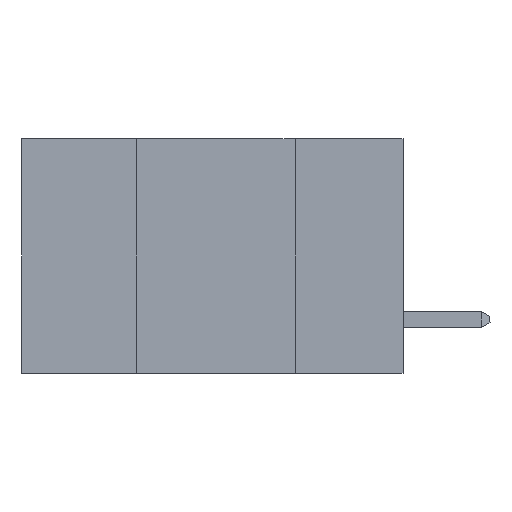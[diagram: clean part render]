
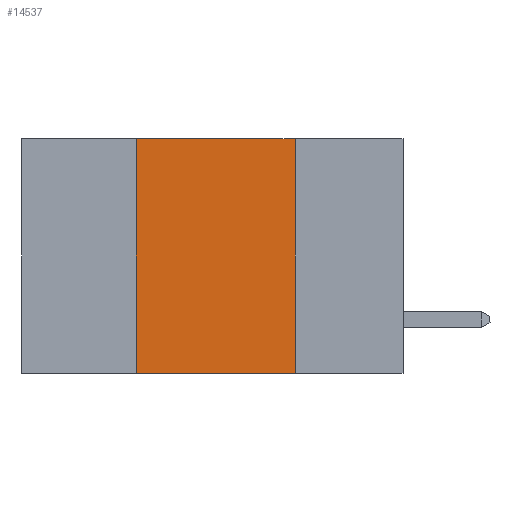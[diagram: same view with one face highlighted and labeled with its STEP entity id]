
A CAD part, left-side view. The second image highlights one B-rep face of the part: STEP entity #14537.
In plain terms, the highlighted planar face has unit normal (-1, 0, 0).
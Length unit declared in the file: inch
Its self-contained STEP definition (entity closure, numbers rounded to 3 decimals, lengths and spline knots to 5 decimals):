
#480 = ORIENTED_EDGE ( 'NONE', *, *, #2659, .F. ) ;
#1458 = FACE_OUTER_BOUND ( 'NONE', #6778, .T. ) ;
#1948 = CARTESIAN_POINT ( 'NONE',  ( 0., 0.42, 0. ) ) ;
#2433 = VECTOR ( 'NONE', #14373, 39.37008 ) ;
#2438 = EDGE_CURVE ( 'NONE', #22670, #10402, #19752, .T. ) ;
#2659 = EDGE_CURVE ( 'NONE', #10402, #15092, #3587, .T. ) ;
#2968 = VECTOR ( 'NONE', #5613, 39.37008 ) ;
#3587 = LINE ( 'NONE', #13499, #2968 ) ;
#3918 = VECTOR ( 'NONE', #10918, 39.37008 ) ;
#5613 = DIRECTION ( 'NONE',  ( 0., 0., -1. ) ) ;
#6033 = LINE ( 'NONE', #14193, #21128 ) ;
#6127 = ORIENTED_EDGE ( 'NONE', *, *, #19120, .F. ) ;
#6778 = EDGE_LOOP ( 'NONE', ( #480, #8354, #6127, #12306 ) ) ;
#8354 = ORIENTED_EDGE ( 'NONE', *, *, #2438, .F. ) ;
#8689 = CARTESIAN_POINT ( 'NONE',  ( 0., 0.6, 0. ) ) ;
#10402 = VERTEX_POINT ( 'NONE', #19950 ) ;
#10658 = DIRECTION ( 'NONE',  ( 0., 0., -1. ) ) ;
#10918 = DIRECTION ( 'NONE',  ( 0., -1., 0. ) ) ;
#12306 = ORIENTED_EDGE ( 'NONE', *, *, #13807, .T. ) ;
#12344 = CARTESIAN_POINT ( 'NONE',  ( 0., 0.17, -0.37 ) ) ;
#12408 = CARTESIAN_POINT ( 'NONE',  ( 0., 0.6, -0.37 ) ) ;
#12906 = CARTESIAN_POINT ( 'NONE',  ( 0., 0.6, 0. ) ) ;
#13271 = CARTESIAN_POINT ( 'NONE',  ( 0., 0.42, -0.37 ) ) ;
#13499 = CARTESIAN_POINT ( 'NONE',  ( 0., 0.17, 0. ) ) ;
#13807 = EDGE_CURVE ( 'NONE', #14085, #15092, #18262, .T. ) ;
#14085 = VERTEX_POINT ( 'NONE', #13271 ) ;
#14193 = CARTESIAN_POINT ( 'NONE',  ( 0., 0.42, 0. ) ) ;
#14373 = DIRECTION ( 'NONE',  ( 0., -1., 0. ) ) ;
#14537 = ADVANCED_FACE ( 'NONE', ( #1458 ), #16506, .F. ) ;
#15092 = VERTEX_POINT ( 'NONE', #12344 ) ;
#15684 = AXIS2_PLACEMENT_3D ( 'NONE', #8689, #22395, #10658 ) ;
#16159 = DIRECTION ( 'NONE',  ( 0., 0., 1. ) ) ;
#16506 = PLANE ( 'NONE',  #15684 ) ;
#18262 = LINE ( 'NONE', #12408, #2433 ) ;
#19120 = EDGE_CURVE ( 'NONE', #14085, #22670, #6033, .T. ) ;
#19752 = LINE ( 'NONE', #12906, #3918 ) ;
#19950 = CARTESIAN_POINT ( 'NONE',  ( 0., 0.17, 0. ) ) ;
#21128 = VECTOR ( 'NONE', #16159, 39.37008 ) ;
#22395 = DIRECTION ( 'NONE',  ( 1., 0., 0. ) ) ;
#22670 = VERTEX_POINT ( 'NONE', #1948 ) ;
